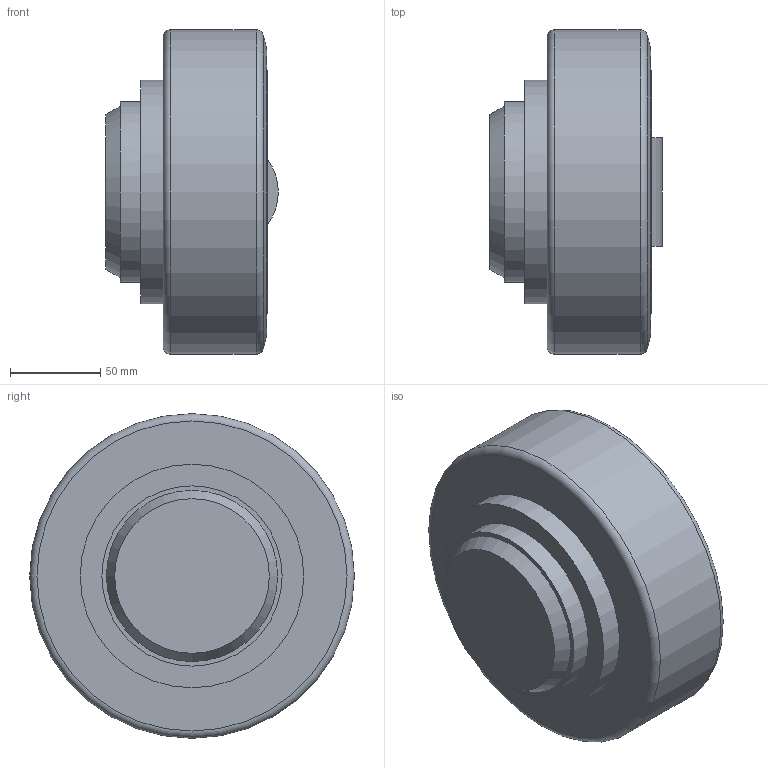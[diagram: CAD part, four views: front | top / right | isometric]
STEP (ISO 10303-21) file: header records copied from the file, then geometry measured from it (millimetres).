
FILE_DESCRIPTION(/* description */ (''),/* implementation_level */ '2;1');
FILE_NAME(/* name */ 'ALFATEC TR 180.0200.stp',/* time_stamp */ '2014-02-11T16:18:19+01:00',/* author */ ('hipp'),/* organization */ (''),/* preprocessor_version */ 'ST-DEVELOPER v15.2',/* originating_system */ 'Autodesk Inventor 2014',/* authorisation */ '');
FILE_SCHEMA (('AUTOMOTIVE_DESIGN { 1 0 10303 214 3 1 1 }'));
Length unit declared in the file: millimetre
Products named in the file (1): ALFATEC TR 180.0200
Bounding box: 95.7 x 180 x 180 mm (x, y, z)
Volume: 1755633.6 mm3; surface area: 90837.4 mm2
Topology: 1 solids, 1 shells, 18 faces, 29 edges, 18 vertices
Faces by surface type: plane 8, cylinder 5, cone 3, torus 2
Full cylindrical faces by diameter (mm): 100 x1, 124 x1, 134.295 x1, 180 x1
Entity records: 393 total; most frequent: DIRECTION 74, CARTESIAN_POINT 57, ORIENTED_EDGE 40, AXIS2_PLACEMENT_3D 35, EDGE_LOOP 32, EDGE_CURVE 20, VERTEX_POINT 18, ADVANCED_FACE 18
